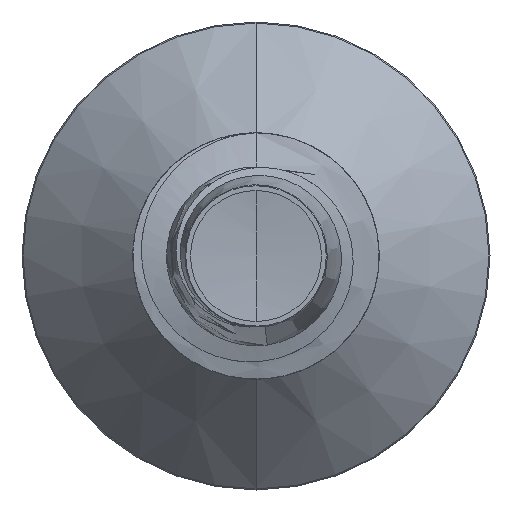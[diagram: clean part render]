
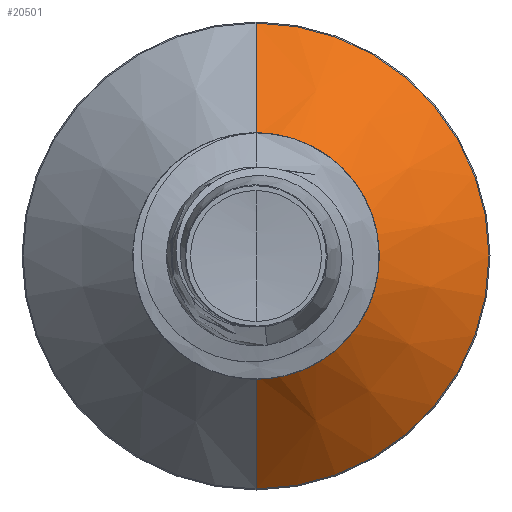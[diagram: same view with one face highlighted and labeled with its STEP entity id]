
A CAD part, front view. The second image highlights one B-rep face of the part: STEP entity #20501.
In plain terms, the highlighted conical face has half-angle 45 degrees and reference radius 0.97 mm.
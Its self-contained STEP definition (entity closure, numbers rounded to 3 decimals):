
#933 = ORIENTED_EDGE ( 'NONE', *, *, #7626, .F. ) ;
#4103 = EDGE_LOOP ( 'NONE', ( #7732, #24113, #15041, #933 ) ) ;
#4463 = EDGE_CURVE ( 'NONE', #24030, #20494, #5280, .T. ) ;
#4475 = DIRECTION ( 'NONE',  ( 0., 0.707, 0.707 ) ) ;
#5280 = CIRCLE ( 'NONE', #21653, 1.891 ) ;
#5847 = VECTOR ( 'NONE', #9472, 1000. ) ;
#7506 = CARTESIAN_POINT ( 'NONE',  ( 0., 9.72, 0.97 ) ) ;
#7626 = EDGE_CURVE ( 'NONE', #20822, #24030, #25097, .T. ) ;
#7732 = ORIENTED_EDGE ( 'NONE', *, *, #25671, .T. ) ;
#8502 = CARTESIAN_POINT ( 'NONE',  ( 0., 9.72, 0.97 ) ) ;
#8755 = CARTESIAN_POINT ( 'NONE',  ( 0., 9.72, 0. ) ) ;
#8845 = DIRECTION ( 'NONE',  ( 0., 0., 1. ) ) ;
#8848 = DIRECTION ( 'NONE',  ( 0., 1., 0. ) ) ;
#8883 = CARTESIAN_POINT ( 'NONE',  ( 0., 10.641, 0. ) ) ;
#9046 = CARTESIAN_POINT ( 'NONE',  ( 0., 9.72, 0. ) ) ;
#9132 = DIRECTION ( 'NONE',  ( 0., 1., 0. ) ) ;
#9197 = DIRECTION ( 'NONE',  ( 0., 0., 1. ) ) ;
#9232 = CARTESIAN_POINT ( 'NONE',  ( 0., 10.641, -1.891 ) ) ;
#9472 = DIRECTION ( 'NONE',  ( 0., 0.707, -0.707 ) ) ;
#10159 = CONICAL_SURFACE ( 'NONE', #15161, 0.97, 0.785 ) ;
#10814 = DIRECTION ( 'NONE',  ( 0., 0., 1. ) ) ;
#10988 = CARTESIAN_POINT ( 'NONE',  ( 0., 9.72, -0.97 ) ) ;
#11448 = FACE_OUTER_BOUND ( 'NONE', #4103, .T. ) ;
#13212 = EDGE_CURVE ( 'NONE', #17505, #20494, #16652, .T. ) ;
#15041 = ORIENTED_EDGE ( 'NONE', *, *, #4463, .F. ) ;
#15046 = CARTESIAN_POINT ( 'NONE',  ( 0., 9.72, -0.97 ) ) ;
#15161 = AXIS2_PLACEMENT_3D ( 'NONE', #9046, #9132, #9197 ) ;
#16170 = AXIS2_PLACEMENT_3D ( 'NONE', #8755, #22605, #10814 ) ;
#16652 = LINE ( 'NONE', #10988, #5847 ) ;
#17505 = VERTEX_POINT ( 'NONE', #15046 ) ;
#19230 = CARTESIAN_POINT ( 'NONE',  ( 0., 10.641, 1.891 ) ) ;
#20494 = VERTEX_POINT ( 'NONE', #9232 ) ;
#20501 = ADVANCED_FACE ( 'NONE', ( #11448 ), #10159, .T. ) ;
#20686 = CIRCLE ( 'NONE', #16170, 0.97 ) ;
#20822 = VERTEX_POINT ( 'NONE', #8502 ) ;
#21653 = AXIS2_PLACEMENT_3D ( 'NONE', #8883, #8848, #8845 ) ;
#22605 = DIRECTION ( 'NONE',  ( 0., 1., 0. ) ) ;
#24030 = VERTEX_POINT ( 'NONE', #19230 ) ;
#24113 = ORIENTED_EDGE ( 'NONE', *, *, #13212, .T. ) ;
#24525 = VECTOR ( 'NONE', #4475, 1000. ) ;
#25097 = LINE ( 'NONE', #7506, #24525 ) ;
#25671 = EDGE_CURVE ( 'NONE', #20822, #17505, #20686, .T. ) ;
